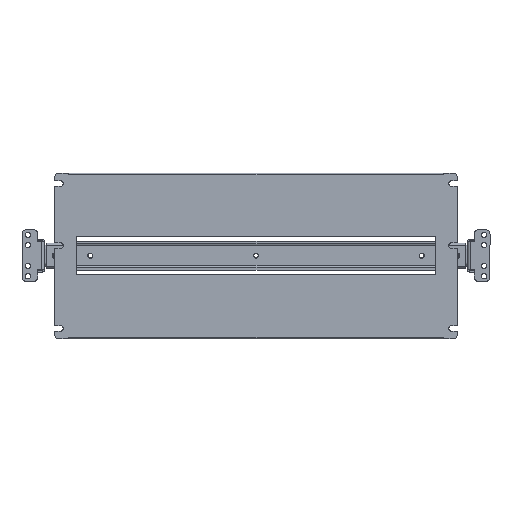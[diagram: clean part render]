
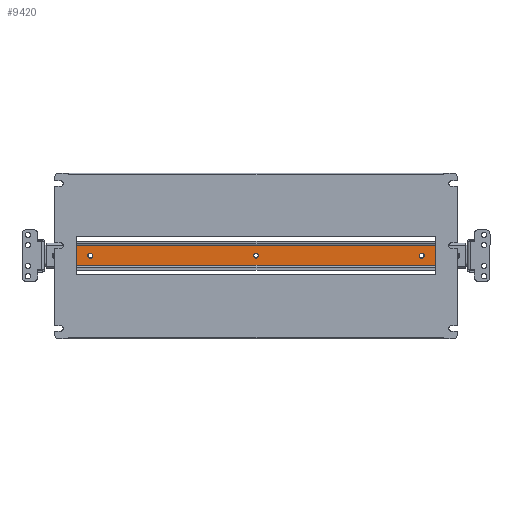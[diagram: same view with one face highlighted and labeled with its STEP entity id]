
A CAD part, top view. The second image highlights one B-rep face of the part: STEP entity #9420.
In plain terms, the highlighted planar face has unit normal (0, 0, 1).
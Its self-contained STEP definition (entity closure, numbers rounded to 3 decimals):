
#409 = CARTESIAN_POINT ( 'NONE',  ( -200., 0.5, -61.3 ) ) ;
#437 = DIRECTION ( 'NONE',  ( 0., -1., 0. ) ) ;
#667 = VERTEX_POINT ( 'NONE', #21763 ) ;
#686 = CARTESIAN_POINT ( 'NONE',  ( 0., 0.5, -61.3 ) ) ;
#936 = DIRECTION ( 'NONE',  ( 0., -1., 0. ) ) ;
#945 = FACE_BOUND ( 'NONE', #22010, .T. ) ;
#955 = ORIENTED_EDGE ( 'NONE', *, *, #19863, .F. ) ;
#1013 = AXIS2_PLACEMENT_3D ( 'NONE', #22685, #5040, #17278 ) ;
#1040 = AXIS2_PLACEMENT_3D ( 'NONE', #22186, #18691, #10142 ) ;
#1160 = VERTEX_POINT ( 'NONE', #20199 ) ;
#1306 = CARTESIAN_POINT ( 'NONE',  ( -225., -11.2, -61.3 ) ) ;
#1774 = FACE_OUTER_BOUND ( 'NONE', #4924, .T. ) ;
#1836 = ORIENTED_EDGE ( 'NONE', *, *, #7461, .F. ) ;
#2114 = AXIS2_PLACEMENT_3D ( 'NONE', #686, #14375, #14742 ) ;
#2481 = VERTEX_POINT ( 'NONE', #21271 ) ;
#2601 = EDGE_CURVE ( 'NONE', #9379, #20377, #8396, .T. ) ;
#2674 = EDGE_CURVE ( 'NONE', #6806, #5734, #21952, .T. ) ;
#3024 = CIRCLE ( 'NONE', #3053, 3.1 ) ;
#3031 = CARTESIAN_POINT ( 'NONE',  ( 225., -11.2, -61.3 ) ) ;
#3053 = AXIS2_PLACEMENT_3D ( 'NONE', #21655, #11049, #437 ) ;
#3528 = VERTEX_POINT ( 'NONE', #18364 ) ;
#3551 = EDGE_CURVE ( 'NONE', #5734, #6806, #3024, .T. ) ;
#3698 = ORIENTED_EDGE ( 'NONE', *, *, #2674, .F. ) ;
#3912 = VECTOR ( 'NONE', #18589, 1000. ) ;
#4800 = VERTEX_POINT ( 'NONE', #1306 ) ;
#4924 = EDGE_LOOP ( 'NONE', ( #14817, #8306, #6209, #18408 ) ) ;
#4962 = PLANE ( 'NONE',  #1013 ) ;
#5040 = DIRECTION ( 'NONE',  ( 0., 0., -1. ) ) ;
#5045 = CARTESIAN_POINT ( 'NONE',  ( 200., -2.6, -61.3 ) ) ;
#5272 = AXIS2_PLACEMENT_3D ( 'NONE', #409, #18338, #9440 ) ;
#5734 = VERTEX_POINT ( 'NONE', #8591 ) ;
#6209 = ORIENTED_EDGE ( 'NONE', *, *, #20486, .F. ) ;
#6806 = VERTEX_POINT ( 'NONE', #5045 ) ;
#7461 = EDGE_CURVE ( 'NONE', #667, #21795, #8186, .T. ) ;
#7765 = VECTOR ( 'NONE', #20906, 1000. ) ;
#7950 = CARTESIAN_POINT ( 'NONE',  ( -200., 0.5, -61.3 ) ) ;
#8101 = DIRECTION ( 'NONE',  ( 0., -1., 0. ) ) ;
#8186 = CIRCLE ( 'NONE', #2114, 3.1 ) ;
#8270 = CARTESIAN_POINT ( 'NONE',  ( -225., -13., -61.3 ) ) ;
#8306 = ORIENTED_EDGE ( 'NONE', *, *, #12994, .F. ) ;
#8396 = CIRCLE ( 'NONE', #5272, 3.1 ) ;
#8578 = ORIENTED_EDGE ( 'NONE', *, *, #3551, .F. ) ;
#8591 = CARTESIAN_POINT ( 'NONE',  ( 200., 3.6, -61.3 ) ) ;
#8711 = CARTESIAN_POINT ( 'NONE',  ( 225., -13., -61.3 ) ) ;
#8974 = AXIS2_PLACEMENT_3D ( 'NONE', #11092, #18198, #936 ) ;
#9379 = VERTEX_POINT ( 'NONE', #15262 ) ;
#9420 = ADVANCED_FACE ( 'NONE', ( #21188, #16421, #1774, #945 ), #4962, .F. ) ;
#9440 = DIRECTION ( 'NONE',  ( 0., -1., 0. ) ) ;
#9616 = CIRCLE ( 'NONE', #1040, 3.1 ) ;
#9650 = CARTESIAN_POINT ( 'NONE',  ( 0., 3.6, -61.3 ) ) ;
#9734 = DIRECTION ( 'NONE',  ( 0., -1., 0. ) ) ;
#10142 = DIRECTION ( 'NONE',  ( 0., -1., 0. ) ) ;
#11049 = DIRECTION ( 'NONE',  ( 0., 0., 1. ) ) ;
#11092 = CARTESIAN_POINT ( 'NONE',  ( 200., 0.5, -61.3 ) ) ;
#11725 = ORIENTED_EDGE ( 'NONE', *, *, #17016, .F. ) ;
#12798 = LINE ( 'NONE', #8711, #16930 ) ;
#12994 = EDGE_CURVE ( 'NONE', #1160, #4800, #19663, .T. ) ;
#14375 = DIRECTION ( 'NONE',  ( 0., 0., 1. ) ) ;
#14742 = DIRECTION ( 'NONE',  ( 0., -1., 0. ) ) ;
#14817 = ORIENTED_EDGE ( 'NONE', *, *, #21218, .T. ) ;
#15209 = LINE ( 'NONE', #16497, #3912 ) ;
#15262 = CARTESIAN_POINT ( 'NONE',  ( -200., 3.6, -61.3 ) ) ;
#15918 = AXIS2_PLACEMENT_3D ( 'NONE', #7950, #20240, #9734 ) ;
#15959 = EDGE_LOOP ( 'NONE', ( #11725, #17812 ) ) ;
#16421 = FACE_BOUND ( 'NONE', #15959, .T. ) ;
#16497 = CARTESIAN_POINT ( 'NONE',  ( 225., 12.2, -61.3 ) ) ;
#16558 = EDGE_LOOP ( 'NONE', ( #1836, #955 ) ) ;
#16930 = VECTOR ( 'NONE', #19135, 1000. ) ;
#17016 = EDGE_CURVE ( 'NONE', #20377, #9379, #22486, .T. ) ;
#17196 = LINE ( 'NONE', #8270, #21405 ) ;
#17278 = DIRECTION ( 'NONE',  ( 0., 1., 0. ) ) ;
#17812 = ORIENTED_EDGE ( 'NONE', *, *, #2601, .F. ) ;
#18198 = DIRECTION ( 'NONE',  ( 0., 0., 1. ) ) ;
#18338 = DIRECTION ( 'NONE',  ( 0., 0., 1. ) ) ;
#18364 = CARTESIAN_POINT ( 'NONE',  ( 225., 12.2, -61.3 ) ) ;
#18408 = ORIENTED_EDGE ( 'NONE', *, *, #23007, .T. ) ;
#18589 = DIRECTION ( 'NONE',  ( -1., 0., 0. ) ) ;
#18691 = DIRECTION ( 'NONE',  ( 0., 0., 1. ) ) ;
#19135 = DIRECTION ( 'NONE',  ( 0., -1., 0. ) ) ;
#19663 = LINE ( 'NONE', #3031, #7765 ) ;
#19863 = EDGE_CURVE ( 'NONE', #21795, #667, #9616, .T. ) ;
#20199 = CARTESIAN_POINT ( 'NONE',  ( 225., -11.2, -61.3 ) ) ;
#20240 = DIRECTION ( 'NONE',  ( 0., 0., 1. ) ) ;
#20377 = VERTEX_POINT ( 'NONE', #20781 ) ;
#20486 = EDGE_CURVE ( 'NONE', #3528, #1160, #12798, .T. ) ;
#20781 = CARTESIAN_POINT ( 'NONE',  ( -200., -2.6, -61.3 ) ) ;
#20906 = DIRECTION ( 'NONE',  ( -1., 0., 0. ) ) ;
#21188 = FACE_BOUND ( 'NONE', #16558, .T. ) ;
#21218 = EDGE_CURVE ( 'NONE', #2481, #4800, #17196, .T. ) ;
#21271 = CARTESIAN_POINT ( 'NONE',  ( -225., 12.2, -61.3 ) ) ;
#21405 = VECTOR ( 'NONE', #8101, 1000. ) ;
#21655 = CARTESIAN_POINT ( 'NONE',  ( 200., 0.5, -61.3 ) ) ;
#21763 = CARTESIAN_POINT ( 'NONE',  ( 0., -2.6, -61.3 ) ) ;
#21795 = VERTEX_POINT ( 'NONE', #9650 ) ;
#21952 = CIRCLE ( 'NONE', #8974, 3.1 ) ;
#22010 = EDGE_LOOP ( 'NONE', ( #3698, #8578 ) ) ;
#22186 = CARTESIAN_POINT ( 'NONE',  ( 0., 0.5, -61.3 ) ) ;
#22486 = CIRCLE ( 'NONE', #15918, 3.1 ) ;
#22685 = CARTESIAN_POINT ( 'NONE',  ( 225., -13., -61.3 ) ) ;
#23007 = EDGE_CURVE ( 'NONE', #3528, #2481, #15209, .T. ) ;
